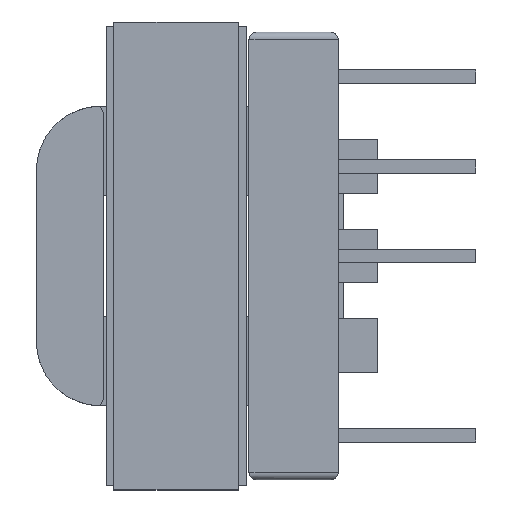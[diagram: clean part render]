
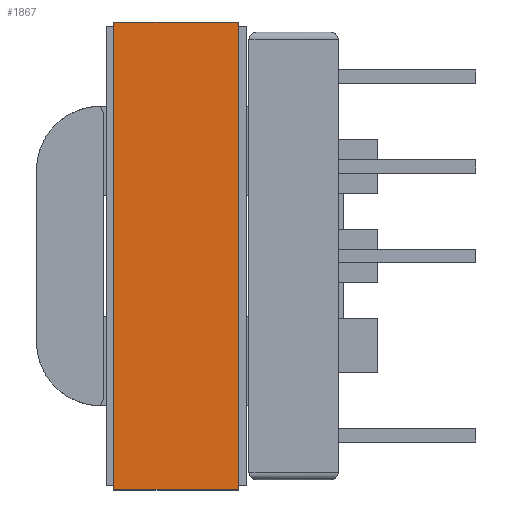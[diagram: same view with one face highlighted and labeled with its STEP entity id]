
A CAD part, left-side view. The second image highlights one B-rep face of the part: STEP entity #1867.
In plain terms, the highlighted face is planar.
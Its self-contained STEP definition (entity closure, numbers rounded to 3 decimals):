
#95 = CARTESIAN_POINT ( 'NONE',  ( 15.36, 0.16, -4.45 ) ) ;
#123 = PLANE ( 'NONE',  #3258 ) ;
#270 = VERTEX_POINT ( 'NONE', #428 ) ;
#428 = CARTESIAN_POINT ( 'NONE',  ( 15.36, 0.16, 0. ) ) ;
#755 = LINE ( 'NONE', #1552, #3470 ) ;
#991 = CARTESIAN_POINT ( 'NONE',  ( 15.36, 0.16, -4.45 ) ) ;
#1174 = ORIENTED_EDGE ( 'NONE', *, *, #2448, .T. ) ;
#1552 = CARTESIAN_POINT ( 'NONE',  ( 15.36, -16.56, -4.45 ) ) ;
#1867 = ADVANCED_FACE ( 'NONE', ( #4299 ), #123, .T. ) ;
#1871 = DIRECTION ( 'NONE',  ( 0., 0., 1. ) ) ;
#1992 = VECTOR ( 'NONE', #2944, 1000. ) ;
#2089 = VECTOR ( 'NONE', #4946, 1000. ) ;
#2343 = LINE ( 'NONE', #5115, #1992 ) ;
#2358 = DIRECTION ( 'NONE',  ( 0., 0., 1. ) ) ;
#2378 = VERTEX_POINT ( 'NONE', #95 ) ;
#2448 = EDGE_CURVE ( 'NONE', #2378, #270, #3447, .T. ) ;
#2559 = CARTESIAN_POINT ( 'NONE',  ( 15.36, -16.56, -4.45 ) ) ;
#2635 = EDGE_CURVE ( 'NONE', #4189, #2378, #2771, .T. ) ;
#2771 = LINE ( 'NONE', #2772, #2089 ) ;
#2772 = CARTESIAN_POINT ( 'NONE',  ( 15.36, 0.16, -4.45 ) ) ;
#2920 = VECTOR ( 'NONE', #1871, 1000. ) ;
#2944 = DIRECTION ( 'NONE',  ( 0., 1., 0. ) ) ;
#3258 = AXIS2_PLACEMENT_3D ( 'NONE', #4003, #3589, #5341 ) ;
#3447 = LINE ( 'NONE', #991, #2920 ) ;
#3470 = VECTOR ( 'NONE', #2358, 1000. ) ;
#3568 = ORIENTED_EDGE ( 'NONE', *, *, #5284, .F. ) ;
#3589 = DIRECTION ( 'NONE',  ( 1., 0., 0. ) ) ;
#3682 = VERTEX_POINT ( 'NONE', #4706 ) ;
#3914 = EDGE_CURVE ( 'NONE', #3682, #270, #2343, .T. ) ;
#4003 = CARTESIAN_POINT ( 'NONE',  ( 15.36, 0.16, -4.45 ) ) ;
#4189 = VERTEX_POINT ( 'NONE', #2559 ) ;
#4299 = FACE_OUTER_BOUND ( 'NONE', #4649, .T. ) ;
#4505 = ORIENTED_EDGE ( 'NONE', *, *, #3914, .F. ) ;
#4649 = EDGE_LOOP ( 'NONE', ( #4505, #3568, #4726, #1174 ) ) ;
#4706 = CARTESIAN_POINT ( 'NONE',  ( 15.36, -16.56, 0. ) ) ;
#4726 = ORIENTED_EDGE ( 'NONE', *, *, #2635, .T. ) ;
#4946 = DIRECTION ( 'NONE',  ( 0., 1., 0. ) ) ;
#5115 = CARTESIAN_POINT ( 'NONE',  ( 15.36, 0.16, 0. ) ) ;
#5284 = EDGE_CURVE ( 'NONE', #4189, #3682, #755, .T. ) ;
#5341 = DIRECTION ( 'NONE',  ( 0., 1., 0. ) ) ;
